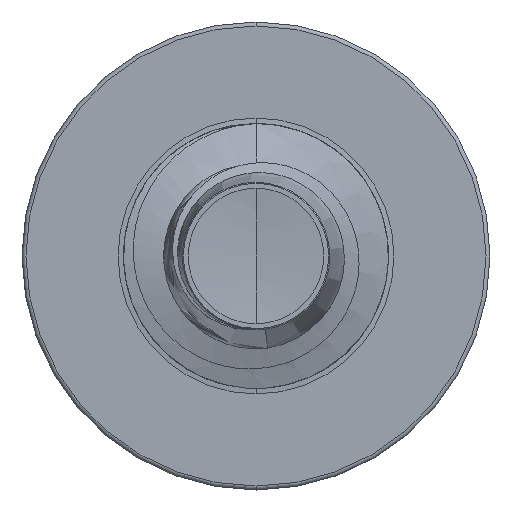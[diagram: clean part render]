
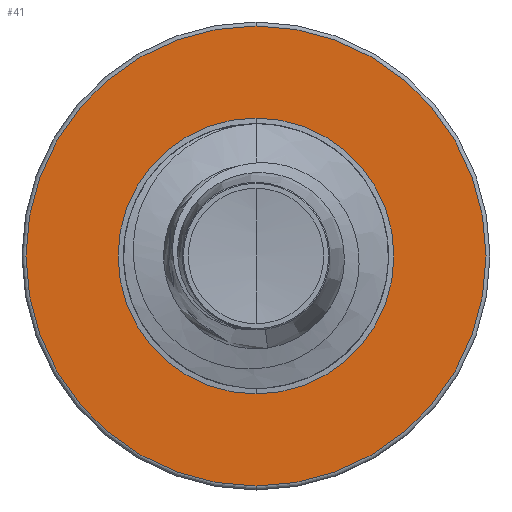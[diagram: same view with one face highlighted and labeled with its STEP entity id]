
A CAD part, front view. The second image highlights one B-rep face of the part: STEP entity #41.
In plain terms, the highlighted planar face has unit normal (0, -1, 0).
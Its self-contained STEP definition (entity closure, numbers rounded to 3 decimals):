
#41 = ADVANCED_FACE ( 'NONE', ( #434, #5153 ), #3274, .F. ) ;
#261 = EDGE_CURVE ( 'NONE', #15657, #8865, #10121, .T. ) ;
#331 = EDGE_LOOP ( 'NONE', ( #13591, #1353 ) ) ;
#434 = FACE_OUTER_BOUND ( 'NONE', #331, .T. ) ;
#1353 = ORIENTED_EDGE ( 'NONE', *, *, #9547, .F. ) ;
#1408 = CARTESIAN_POINT ( 'NONE',  ( 0., 17.5, 0. ) ) ;
#1779 = EDGE_CURVE ( 'NONE', #26890, #26663, #14107, .T. ) ;
#2084 = DIRECTION ( 'NONE',  ( 0., 0., 1. ) ) ;
#2765 = CARTESIAN_POINT ( 'NONE',  ( 0., 17.5, 0. ) ) ;
#3274 = PLANE ( 'NONE',  #20962 ) ;
#5019 = CIRCLE ( 'NONE', #7566, 1.562 ) ;
#5153 = FACE_BOUND ( 'NONE', #20416, .T. ) ;
#5526 = DIRECTION ( 'NONE',  ( 0., 0., 1. ) ) ;
#7566 = AXIS2_PLACEMENT_3D ( 'NONE', #27014, #16001, #2084 ) ;
#8453 = ORIENTED_EDGE ( 'NONE', *, *, #21027, .T. ) ;
#8865 = VERTEX_POINT ( 'NONE', #14456 ) ;
#9303 = CARTESIAN_POINT ( 'NONE',  ( 0., 17.5, -1.562 ) ) ;
#9547 = EDGE_CURVE ( 'NONE', #8865, #15657, #20520, .T. ) ;
#9587 = DIRECTION ( 'NONE',  ( 0., 0., 1. ) ) ;
#10121 = CIRCLE ( 'NONE', #20883, 2.605 ) ;
#10935 = AXIS2_PLACEMENT_3D ( 'NONE', #2765, #18366, #5526 ) ;
#12174 = DIRECTION ( 'NONE',  ( 0., 0., 1. ) ) ;
#12199 = DIRECTION ( 'NONE',  ( 0., 1., 0. ) ) ;
#12208 = CARTESIAN_POINT ( 'NONE',  ( 0., 17.5, 0. ) ) ;
#13139 = DIRECTION ( 'NONE',  ( 0., 1., 0. ) ) ;
#13372 = DIRECTION ( 'NONE',  ( 0., 1., 0. ) ) ;
#13591 = ORIENTED_EDGE ( 'NONE', *, *, #261, .F. ) ;
#14107 = CIRCLE ( 'NONE', #19750, 1.562 ) ;
#14198 = ORIENTED_EDGE ( 'NONE', *, *, #1779, .T. ) ;
#14456 = CARTESIAN_POINT ( 'NONE',  ( 0., 17.5, -2.605 ) ) ;
#15293 = DIRECTION ( 'NONE',  ( 0., 0., 1. ) ) ;
#15657 = VERTEX_POINT ( 'NONE', #16740 ) ;
#16001 = DIRECTION ( 'NONE',  ( 0., 1., 0. ) ) ;
#16077 = CARTESIAN_POINT ( 'NONE',  ( 0., 17.5, 1.562 ) ) ;
#16740 = CARTESIAN_POINT ( 'NONE',  ( 0., 17.5, 2.605 ) ) ;
#18366 = DIRECTION ( 'NONE',  ( 0., 1., 0. ) ) ;
#19750 = AXIS2_PLACEMENT_3D ( 'NONE', #12208, #12199, #12174 ) ;
#20049 = CARTESIAN_POINT ( 'NONE',  ( 0., 17.5, -1.562 ) ) ;
#20416 = EDGE_LOOP ( 'NONE', ( #8453, #14198 ) ) ;
#20520 = CIRCLE ( 'NONE', #10935, 2.605 ) ;
#20883 = AXIS2_PLACEMENT_3D ( 'NONE', #1408, #13372, #15293 ) ;
#20962 = AXIS2_PLACEMENT_3D ( 'NONE', #9303, #13139, #9587 ) ;
#21027 = EDGE_CURVE ( 'NONE', #26663, #26890, #5019, .T. ) ;
#26663 = VERTEX_POINT ( 'NONE', #16077 ) ;
#26890 = VERTEX_POINT ( 'NONE', #20049 ) ;
#27014 = CARTESIAN_POINT ( 'NONE',  ( 0., 17.5, 0. ) ) ;
